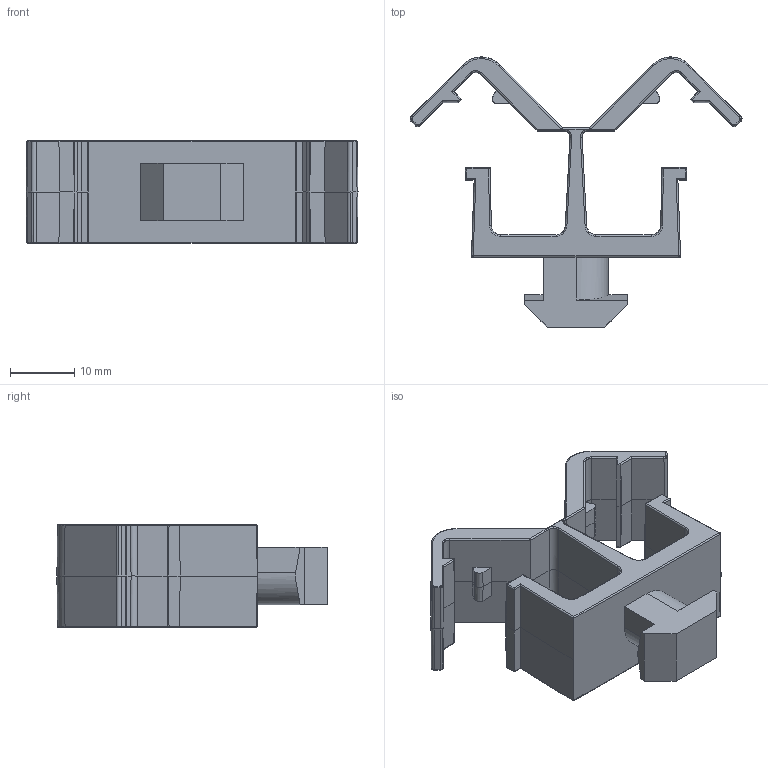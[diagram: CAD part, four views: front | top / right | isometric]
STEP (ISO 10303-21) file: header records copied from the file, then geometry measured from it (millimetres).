
FILE_DESCRIPTION (( 'STEP AP214' ), '1' );
FILE_NAME ('6821012', '2019-01-30T08:35:34', ( '' ), ('JUGARD+KÜNSTNER GmbH'), 'SwSTEP 2.0', 'SolidWorks 2017', '' );
FILE_SCHEMA (( 'AUTOMOTIVE_DESIGN' ));
Length unit declared in the file: millimetre
Products named in the file (1): 6821012
Bounding box: 51.73 x 42.1 x 16 mm (x, y, z)
Volume: 7058.2 mm3; surface area: 5730.6 mm2
Topology: 1 solids, 1 shells, 312 faces, 723 edges, 414 vertices
Faces by surface type: cylinder 132, plane 106, bspline 68, cone 6
Entity records: 9320 total; most frequent: CARTESIAN_POINT 2960, ORIENTED_EDGE 1446, DIRECTION 1141, EDGE_CURVE 723, VERTEX_POINT 414, VECTOR 399, LINE 399, AXIS2_PLACEMENT_3D 371
